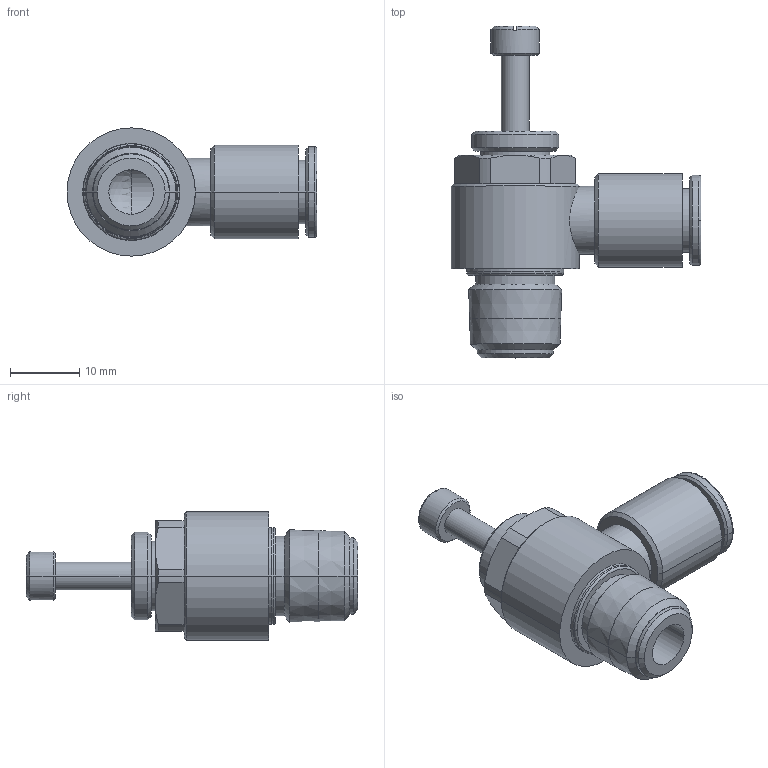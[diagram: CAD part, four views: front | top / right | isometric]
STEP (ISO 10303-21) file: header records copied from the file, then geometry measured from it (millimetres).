
FILE_DESCRIPTION(('STEP AP214'),'1');
FILE_NAME('7665_08_13.stp','2016-07-07T14:55:43',('TraceParts'),('TraceParts S.A.'),'Spatial InterOp 3D',' ',' ');
FILE_SCHEMA(('automotive_design'));
Length unit declared in the file: millimetre
Products named in the file (1): 1
Bounding box: 36.05 x 47.9 x 18.5 mm (x, y, z)
Volume: 6783.9 mm3; surface area: 4480.7 mm2
Topology: 1 solids, 1 shells, 104 faces, 237 edges, 144 vertices
Faces by surface type: cone 36, cylinder 36, plane 26, torus 4, sphere 2
Entity records: 3072 total; most frequent: CARTESIAN_POINT 681, DIRECTION 549, ORIENTED_EDGE 466, EDGE_CURVE 233, AXIS2_PLACEMENT_3D 232, VERTEX_POINT 144, CIRCLE 127, EDGE_LOOP 119
